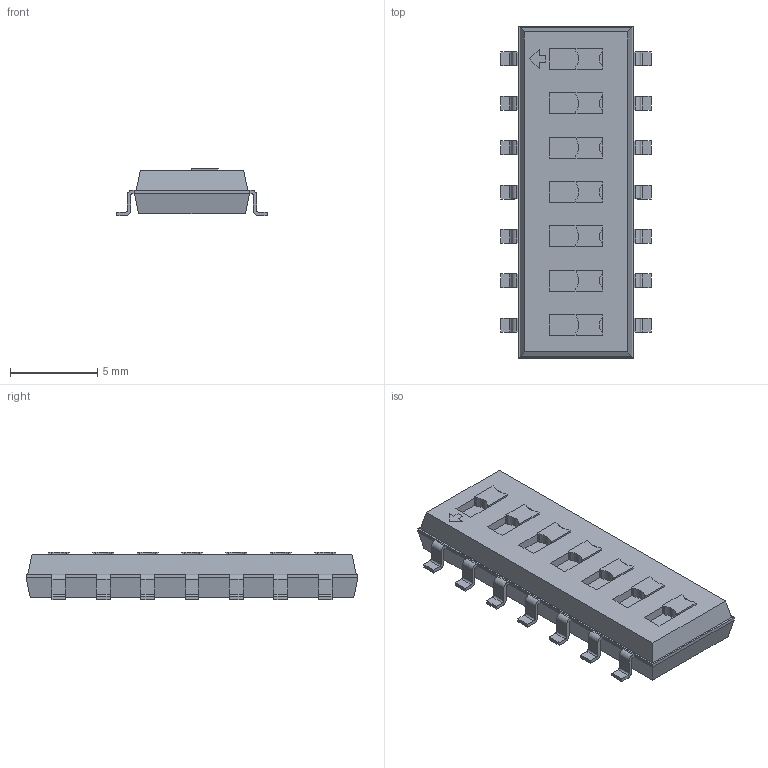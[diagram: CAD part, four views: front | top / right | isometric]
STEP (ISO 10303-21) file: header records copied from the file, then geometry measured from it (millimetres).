
FILE_DESCRIPTION(/* description */ ('model of SW_DIP_x7_W8.61mm_Slide_LowProfile'),/* implementation_level */ '2;1');
FILE_NAME(/* name */ 'SW_DIP_x7_W8.61mm_Slide_LowProfile.step',/* time_stamp */ '2018-01-07T21:24:19',/* author */ ('Terje Io','https://github.com/terjeio'),/* organization */ ('FreeCAD'),/* preprocessor_version */ 'OCC',/* originating_system */ 'kicad StepUp',/* authorisation */ '');
FILE_SCHEMA(('AUTOMOTIVE_DESIGN_CC2 { 1 2 10303 214 -1 1 5 4 }'));
Length unit declared in the file: millimetre
Products named in the file (1): SW_DIP_x7_W861mm_Slide_LowProfile
Bounding box: 8.61 x 19.01 x 2.7 mm (x, y, z)
Volume: 292.6 mm3; surface area: 446.2 mm2
Topology: 15 solids, 15 shells, 320 faces, 813 edges, 531 vertices
Faces by surface type: plane 238, cylinder 70, bspline 12
Entity records: 6257 total; most frequent: ORIENTED_EDGE 1366, EDGE_CURVE 813, CARTESIAN_POINT 705, LINE 580, VERTEX_POINT 531, AXIS2_PLACEMENT_3D 407, FACE_BOUND 328, EDGE_LOOP 328
